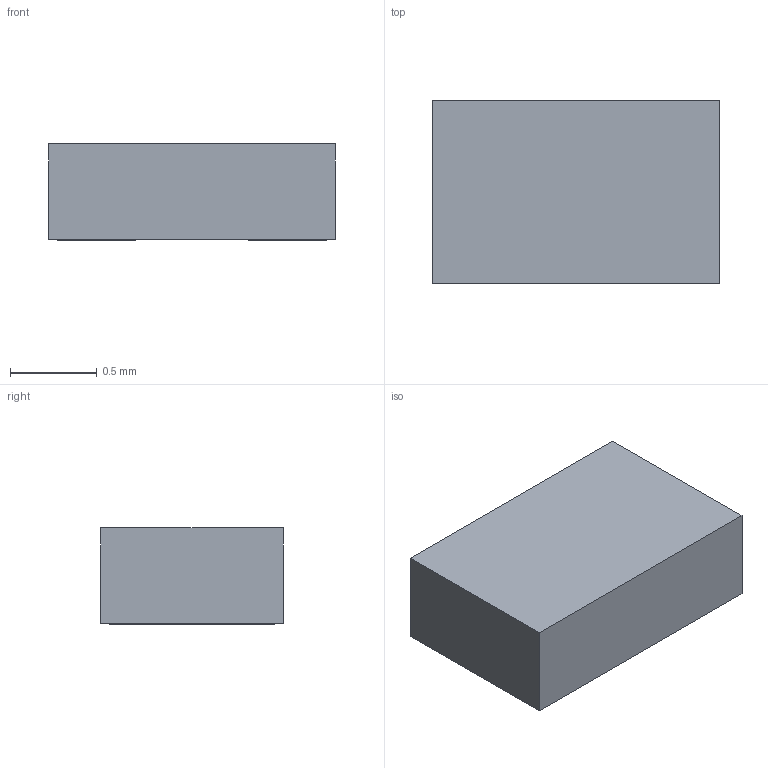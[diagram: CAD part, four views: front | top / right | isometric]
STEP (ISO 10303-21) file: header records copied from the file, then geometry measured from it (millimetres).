
FILE_DESCRIPTION(('Open CASCADE Model'),'2;1');
FILE_NAME('Open CASCADE Shape Model','2021-05-14T16:08:43',('Author'),( 'Open CASCADE'),'Open CASCADE STEP processor 6.8','Open CASCADE 6.8' ,'Unknown');
FILE_SCHEMA(('AUTOMOTIVE_DESIGN { 1 0 10303 214 1 1 1 1 }'));
Length unit declared in the file: millimetre
Products named in the file (5): PCB; Designator1; 10608600032; Body; bigPin
Assembly tree (4 placements, depth 3):
  PCB
  Designator1
    10608600032
      Body
      bigPin  x2
Bounding box: 1.65 x 1.05 x 0.55 mm (x, y, z)
Volume: 1 mm3; surface area: 8.2 mm2
Topology: 3 solids, 3 shells, 18 faces, 36 edges, 24 vertices
Faces by surface type: plane 18
Entity records: 410 total; most frequent: DIRECTION 58, CARTESIAN_POINT 57, ORIENTED_EDGE 48, EDGE_CURVE 24, LINE 24, VECTOR 24, AXIS2_PLACEMENT_3D 17, VERTEX_POINT 16
